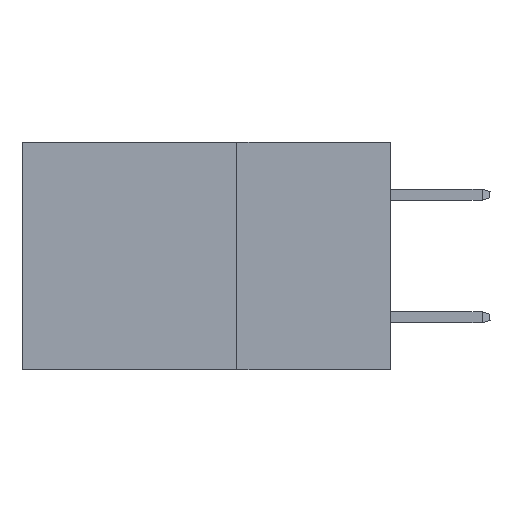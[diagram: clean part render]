
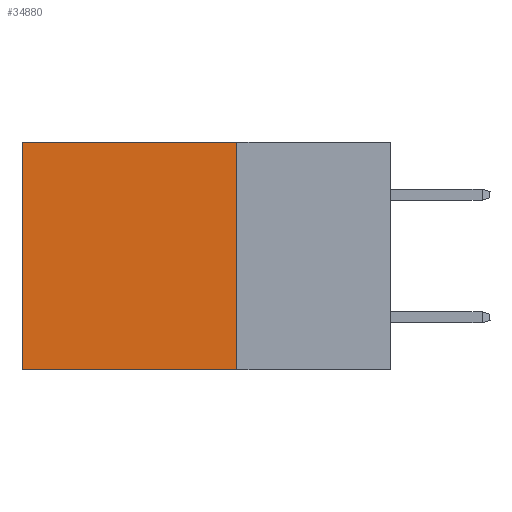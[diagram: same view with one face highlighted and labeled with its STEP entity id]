
A CAD part, left-side view. The second image highlights one B-rep face of the part: STEP entity #34880.
In plain terms, the highlighted planar face has unit normal (-1, 0, 0).
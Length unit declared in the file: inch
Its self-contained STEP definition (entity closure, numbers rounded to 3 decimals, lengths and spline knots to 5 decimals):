
#1531 = ORIENTED_EDGE ( 'NONE', *, *, #7484, .T. ) ;
#4880 = ORIENTED_EDGE ( 'NONE', *, *, #16020, .F. ) ;
#5917 = VECTOR ( 'NONE', #35698, 39.37008 ) ;
#5924 = CARTESIAN_POINT ( 'NONE',  ( 0.2875, 0.25, 0. ) ) ;
#6146 = ORIENTED_EDGE ( 'NONE', *, *, #7909, .T. ) ;
#6543 = VERTEX_POINT ( 'NONE', #13149 ) ;
#7484 = EDGE_CURVE ( 'NONE', #28002, #15520, #23165, .T. ) ;
#7909 = EDGE_CURVE ( 'NONE', #15520, #6543, #24943, .T. ) ;
#8877 = DIRECTION ( 'NONE',  ( 0., 1., 0. ) ) ;
#10219 = VECTOR ( 'NONE', #16621, 39.37008 ) ;
#11044 = EDGE_CURVE ( 'NONE', #28002, #12089, #17519, .T. ) ;
#11107 = DIRECTION ( 'NONE',  ( 0., 1., 0. ) ) ;
#12089 = VERTEX_POINT ( 'NONE', #17843 ) ;
#12493 = VECTOR ( 'NONE', #11107, 39.37008 ) ;
#13149 = CARTESIAN_POINT ( 'NONE',  ( 0.2875, 0.6, -0.37 ) ) ;
#14241 = EDGE_LOOP ( 'NONE', ( #6146, #4880, #32555, #1531 ) ) ;
#14407 = FACE_OUTER_BOUND ( 'NONE', #14241, .T. ) ;
#14443 = LINE ( 'NONE', #28932, #25180 ) ;
#14566 = DIRECTION ( 'NONE',  ( 0., 0., -1. ) ) ;
#15520 = VERTEX_POINT ( 'NONE', #17623 ) ;
#15750 = AXIS2_PLACEMENT_3D ( 'NONE', #17300, #22910, #14566 ) ;
#16020 = EDGE_CURVE ( 'NONE', #12089, #6543, #14443, .T. ) ;
#16621 = DIRECTION ( 'NONE',  ( 0., 0., -1. ) ) ;
#17300 = CARTESIAN_POINT ( 'NONE',  ( 0.2875, 0.25, 0. ) ) ;
#17519 = LINE ( 'NONE', #24482, #5917 ) ;
#17623 = CARTESIAN_POINT ( 'NONE',  ( 0.2875, 0.6, 0. ) ) ;
#17843 = CARTESIAN_POINT ( 'NONE',  ( 0.2875, 0.25, -0.37 ) ) ;
#22910 = DIRECTION ( 'NONE',  ( 1., 0., 0. ) ) ;
#23165 = LINE ( 'NONE', #30900, #12493 ) ;
#24482 = CARTESIAN_POINT ( 'NONE',  ( 0.2875, 0.25, 0. ) ) ;
#24943 = LINE ( 'NONE', #33690, #10219 ) ;
#25180 = VECTOR ( 'NONE', #8877, 39.37008 ) ;
#26149 = PLANE ( 'NONE',  #15750 ) ;
#28002 = VERTEX_POINT ( 'NONE', #5924 ) ;
#28932 = CARTESIAN_POINT ( 'NONE',  ( 0.2875, 0.25, -0.37 ) ) ;
#30900 = CARTESIAN_POINT ( 'NONE',  ( 0.2875, 0.25, 0. ) ) ;
#32555 = ORIENTED_EDGE ( 'NONE', *, *, #11044, .F. ) ;
#33690 = CARTESIAN_POINT ( 'NONE',  ( 0.2875, 0.6, 0. ) ) ;
#34880 = ADVANCED_FACE ( 'NONE', ( #14407 ), #26149, .F. ) ;
#35698 = DIRECTION ( 'NONE',  ( 0., 0., -1. ) ) ;
